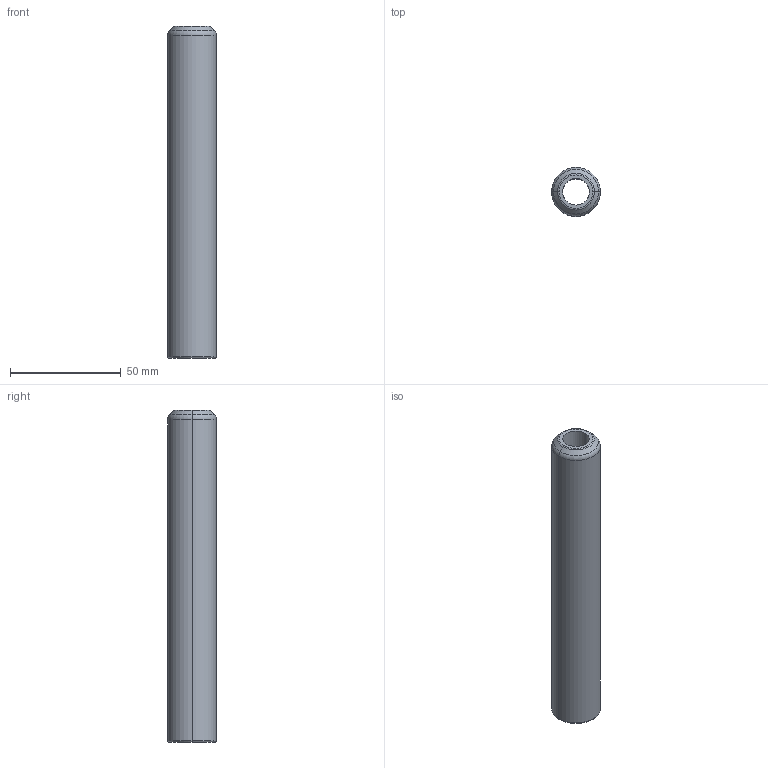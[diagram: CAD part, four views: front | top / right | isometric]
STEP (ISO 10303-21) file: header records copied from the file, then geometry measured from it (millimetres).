
FILE_DESCRIPTION((''),'2;1');
FILE_NAME('169744_ASM','2012-12-17T',('banengservice'),('BANNER ENGINEERING'),'PRO/ENGINEER BY PARAMETRIC TECHNOLOGY CORPORATION, 2009141','PRO/ENGINEER BY PARAMETRIC TECHNOLOGY CORPORATION, 2009141','');
FILE_SCHEMA(('CONFIG_CONTROL_DESIGN'));
Length unit declared in the file: millimetre
Products named in the file (2): 168004; 169744_ASM
Assembly tree (1 placements, depth 2):
  169744_ASM
    168004
Bounding box: 22 x 22 x 150 mm (x, y, z)
Volume: 39664.8 mm3; surface area: 16502.3 mm2
Topology: 1 solids, 2 shells, 21 faces, 48 edges, 30 vertices
Faces by surface type: cylinder 10, torus 6, plane 3, cone 2
Entity records: 761 total; most frequent: CARTESIAN_POINT 202, DIRECTION 116, ORIENTED_EDGE 90, AXIS2_PLACEMENT_3D 52, EDGE_CURVE 48, VERTEX_POINT 30, EDGE_LOOP 26, CIRCLE 26
